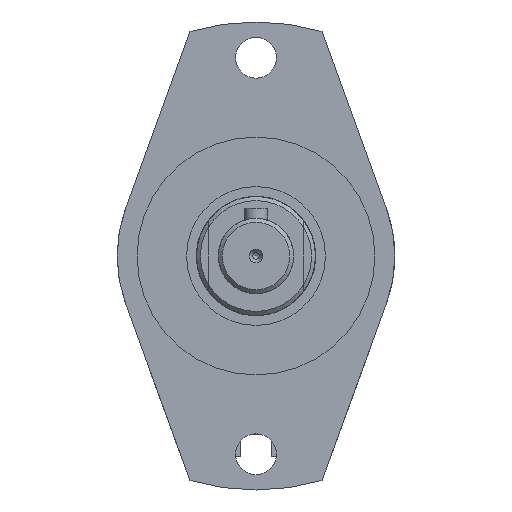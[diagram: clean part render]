
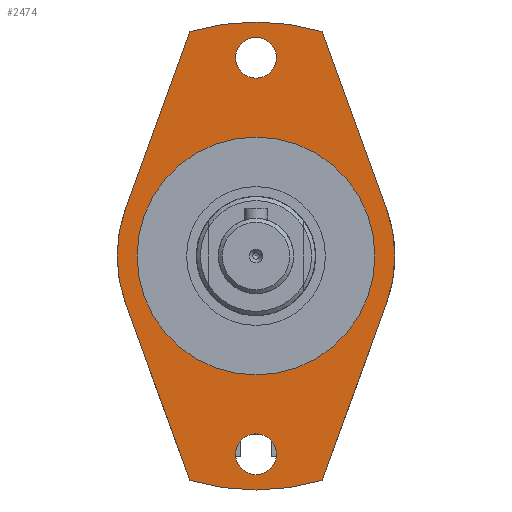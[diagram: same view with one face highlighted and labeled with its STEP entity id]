
A CAD part, left-side view. The second image highlights one B-rep face of the part: STEP entity #2474.
In plain terms, the highlighted planar face has unit normal (-1, 0, 0).
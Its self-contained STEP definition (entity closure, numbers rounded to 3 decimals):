
#182=LINE('',#4137,#302);
#185=LINE('',#4143,#305);
#189=LINE('',#4150,#309);
#192=LINE('',#4156,#312);
#302=VECTOR('',#3286,47.497);
#305=VECTOR('',#3291,47.497);
#309=VECTOR('',#3297,47.497);
#312=VECTOR('',#3302,47.497);
#377=PLANE('',#2723);
#454=FACE_BOUND('',#802,.T.);
#455=FACE_BOUND('',#803,.T.);
#456=FACE_BOUND('',#804,.T.);
#593=FACE_OUTER_BOUND('',#801,.T.);
#801=EDGE_LOOP('',(#1963,#1964,#1965,#1966,#1967,#1968,#1969,#1970));
#802=EDGE_LOOP('',(#1971));
#803=EDGE_LOOP('',(#1972));
#804=EDGE_LOOP('',(#1973));
#984=CIRCLE('',#2707,35.);
#986=CIRCLE('',#2709,35.);
#988=CIRCLE('',#2712,5.15);
#990=CIRCLE('',#2715,5.15);
#993=CIRCLE('',#2724,59.);
#994=CIRCLE('',#2725,59.);
#995=CIRCLE('',#2726,30.);
#1199=VERTEX_POINT('',#4109);
#1200=VERTEX_POINT('',#4111);
#1203=VERTEX_POINT('',#4117);
#1204=VERTEX_POINT('',#4119);
#1205=VERTEX_POINT('',#4124);
#1207=VERTEX_POINT('',#4129);
#1209=VERTEX_POINT('',#4134);
#1212=VERTEX_POINT('',#4142);
#1214=VERTEX_POINT('',#4148);
#1216=VERTEX_POINT('',#4153);
#1217=VERTEX_POINT('',#4162);
#1470=EDGE_CURVE('',#1200,#1199,#984,.T.);
#1474=EDGE_CURVE('',#1204,#1203,#986,.T.);
#1477=EDGE_CURVE('',#1205,#1205,#988,.T.);
#1479=EDGE_CURVE('',#1207,#1207,#990,.T.);
#1482=EDGE_CURVE('',#1203,#1209,#182,.T.);
#1485=EDGE_CURVE('',#1212,#1200,#185,.T.);
#1489=EDGE_CURVE('',#1199,#1214,#189,.T.);
#1492=EDGE_CURVE('',#1216,#1204,#192,.T.);
#1494=EDGE_CURVE('',#1212,#1209,#993,.T.);
#1495=EDGE_CURVE('',#1216,#1214,#994,.T.);
#1496=EDGE_CURVE('',#1217,#1217,#995,.T.);
#1963=ORIENTED_EDGE('',*,*,#1492,.T.);
#1964=ORIENTED_EDGE('',*,*,#1474,.T.);
#1965=ORIENTED_EDGE('',*,*,#1482,.T.);
#1966=ORIENTED_EDGE('',*,*,#1494,.F.);
#1967=ORIENTED_EDGE('',*,*,#1485,.T.);
#1968=ORIENTED_EDGE('',*,*,#1470,.T.);
#1969=ORIENTED_EDGE('',*,*,#1489,.T.);
#1970=ORIENTED_EDGE('',*,*,#1495,.F.);
#1971=ORIENTED_EDGE('',*,*,#1477,.T.);
#1972=ORIENTED_EDGE('',*,*,#1479,.T.);
#1973=ORIENTED_EDGE('',*,*,#1496,.T.);
#2474=ADVANCED_FACE('',(#593,#454,#455,#456),#377,.T.);
#2707=AXIS2_PLACEMENT_3D('',#4112,#3260,#3261);
#2709=AXIS2_PLACEMENT_3D('',#4120,#3266,#3267);
#2712=AXIS2_PLACEMENT_3D('',#4125,#3273,#3274);
#2715=AXIS2_PLACEMENT_3D('',#4130,#3279,#3280);
#2723=AXIS2_PLACEMENT_3D('',#4159,#3307,#3308);
#2724=AXIS2_PLACEMENT_3D('',#4160,#3309,#3310);
#2725=AXIS2_PLACEMENT_3D('',#4161,#3311,#3312);
#2726=AXIS2_PLACEMENT_3D('',#4163,#3313,#3314);
#3260=DIRECTION('center_axis',(-1.,0.,0.));
#3261=DIRECTION('ref_axis',(0.,0.94,0.342));
#3266=DIRECTION('center_axis',(-1.,0.,0.));
#3267=DIRECTION('ref_axis',(0.,-0.94,-0.342));
#3273=DIRECTION('center_axis',(1.,0.,0.));
#3274=DIRECTION('ref_axis',(0.,1.,0.));
#3279=DIRECTION('center_axis',(1.,0.,0.));
#3280=DIRECTION('ref_axis',(0.,1.,0.));
#3286=DIRECTION('',(0.,-0.342,-0.94));
#3291=DIRECTION('',(0.,-0.342,0.94));
#3297=DIRECTION('',(0.,0.342,0.94));
#3302=DIRECTION('',(0.,0.342,-0.94));
#3307=DIRECTION('center_axis',(-1.,0.,0.));
#3308=DIRECTION('ref_axis',(0.,-1.,0.));
#3309=DIRECTION('center_axis',(1.,0.,0.));
#3310=DIRECTION('ref_axis',(0.,0.,1.));
#3311=DIRECTION('center_axis',(1.,0.,0.));
#3312=DIRECTION('ref_axis',(0.,0.,1.));
#3313=DIRECTION('center_axis',(1.,0.,0.));
#3314=DIRECTION('ref_axis',(0.,0.,1.));
#4109=CARTESIAN_POINT('',(-195.7,-32.892,11.82));
#4111=CARTESIAN_POINT('',(-195.7,-32.892,-12.122));
#4112=CARTESIAN_POINT('Origin',(-195.7,-0.003,-0.151));
#4117=CARTESIAN_POINT('',(-195.7,32.887,-12.122));
#4119=CARTESIAN_POINT('',(-195.7,32.887,11.82));
#4120=CARTESIAN_POINT('Origin',(-195.7,-0.003,-0.151));
#4124=CARTESIAN_POINT('',(-195.7,-5.153,-50.151));
#4125=CARTESIAN_POINT('Origin',(-195.7,-0.003,-50.151));
#4129=CARTESIAN_POINT('',(-195.7,-5.153,49.849));
#4130=CARTESIAN_POINT('Origin',(-195.7,-0.003,49.849));
#4134=CARTESIAN_POINT('',(-195.7,16.642,-56.755));
#4137=CARTESIAN_POINT('',(-195.7,40.038,7.526));
#4142=CARTESIAN_POINT('',(-195.7,-16.647,-56.755));
#4143=CARTESIAN_POINT('',(-195.7,-23.598,-37.656));
#4148=CARTESIAN_POINT('',(-195.7,-16.647,56.453));
#4150=CARTESIAN_POINT('',(-195.7,-25.741,31.467));
#4153=CARTESIAN_POINT('',(-195.7,16.642,56.453));
#4156=CARTESIAN_POINT('',(-195.7,9.291,76.648));
#4159=CARTESIAN_POINT('Origin',(-195.7,-0.003,44.349));
#4160=CARTESIAN_POINT('Origin',(-195.7,-0.003,-0.151));
#4161=CARTESIAN_POINT('Origin',(-195.7,-0.003,-0.151));
#4162=CARTESIAN_POINT('',(-195.7,-0.003,29.849));
#4163=CARTESIAN_POINT('Origin',(-195.7,-0.003,-0.151));
